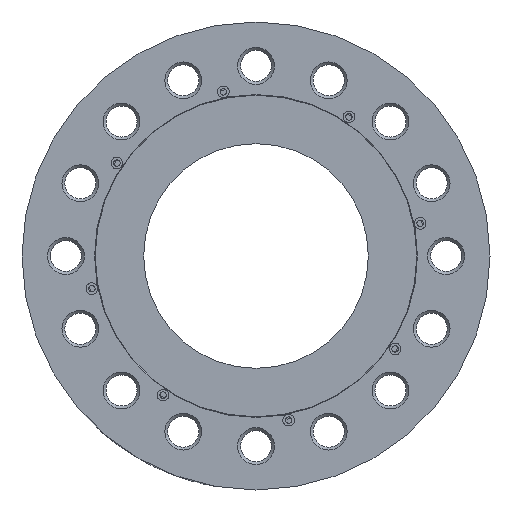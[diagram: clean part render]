
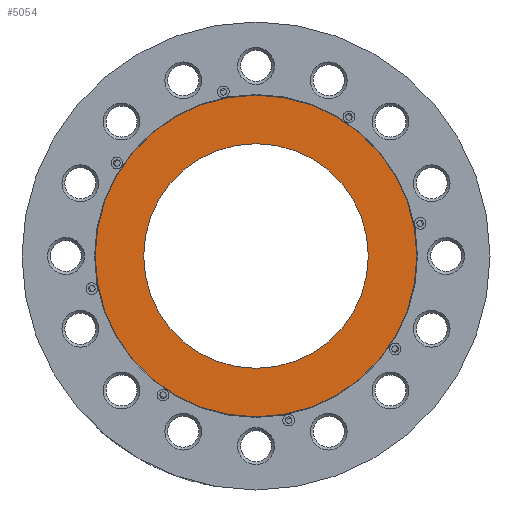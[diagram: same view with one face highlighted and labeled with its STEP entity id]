
A CAD part, left-side view. The second image highlights one B-rep face of the part: STEP entity #5054.
In plain terms, the highlighted planar face has unit normal (-1, 0, 0).
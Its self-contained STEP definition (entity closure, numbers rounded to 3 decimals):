
#836 = CARTESIAN_POINT ( 'NONE',  ( -82.612, -0.638, -0.75 ) ) ;
#1474 = VERTEX_POINT ( 'NONE', #4558 ) ;
#1811 = DIRECTION ( 'NONE',  ( 0., 0., -1. ) ) ;
#2922 = DIRECTION ( 'NONE',  ( 0., 0., 1. ) ) ;
#4426 = FACE_OUTER_BOUND ( 'NONE', #16587, .T. ) ;
#4558 = CARTESIAN_POINT ( 'NONE',  ( -82.612, -0.638, 136.75 ) ) ;
#5054 = ADVANCED_FACE ( 'NONE', ( #7486, #4426 ), #8707, .F. ) ;
#5358 = EDGE_LOOP ( 'NONE', ( #17886 ) ) ;
#5532 = VERTEX_POINT ( 'NONE', #11313 ) ;
#6991 = ORIENTED_EDGE ( 'NONE', *, *, #10089, .T. ) ;
#7299 = CARTESIAN_POINT ( 'NONE',  ( -82.612, 95.362, -0.75 ) ) ;
#7486 = FACE_BOUND ( 'NONE', #5358, .T. ) ;
#8707 = PLANE ( 'NONE',  #13690 ) ;
#9157 = AXIS2_PLACEMENT_3D ( 'NONE', #15684, #18110, #2922 ) ;
#9586 = DIRECTION ( 'NONE',  ( 0., 0., 1. ) ) ;
#10089 = EDGE_CURVE ( 'NONE', #1474, #1474, #12270, .T. ) ;
#11087 = AXIS2_PLACEMENT_3D ( 'NONE', #836, #13680, #9586 ) ;
#11313 = CARTESIAN_POINT ( 'NONE',  ( -82.612, -0.638, 95.25 ) ) ;
#12270 = CIRCLE ( 'NONE', #11087, 137.5 ) ;
#13680 = DIRECTION ( 'NONE',  ( -1., 0., 0. ) ) ;
#13690 = AXIS2_PLACEMENT_3D ( 'NONE', #7299, #17189, #1811 ) ;
#15684 = CARTESIAN_POINT ( 'NONE',  ( -82.612, -0.638, -0.75 ) ) ;
#15697 = EDGE_CURVE ( 'NONE', #5532, #5532, #15719, .T. ) ;
#15719 = CIRCLE ( 'NONE', #9157, 96. ) ;
#16587 = EDGE_LOOP ( 'NONE', ( #6991 ) ) ;
#17189 = DIRECTION ( 'NONE',  ( 1., 0., 0. ) ) ;
#17886 = ORIENTED_EDGE ( 'NONE', *, *, #15697, .F. ) ;
#18110 = DIRECTION ( 'NONE',  ( -1., 0., 0. ) ) ;
